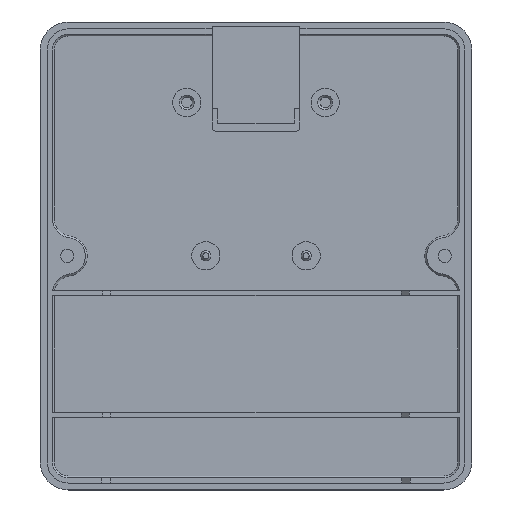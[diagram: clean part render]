
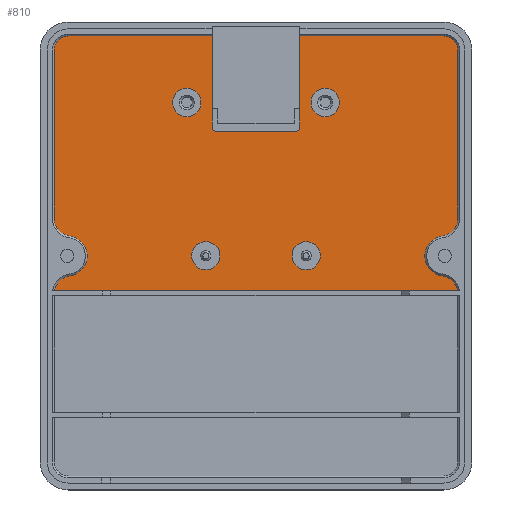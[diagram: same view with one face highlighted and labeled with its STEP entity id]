
A CAD part, top view. The second image highlights one B-rep face of the part: STEP entity #810.
In plain terms, the highlighted planar face has unit normal (0, 0, 1).
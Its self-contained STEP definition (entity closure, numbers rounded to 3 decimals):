
#198=PLANE('',#2940);
#340=LINE('',#4246,#601);
#341=LINE('',#4255,#602);
#342=LINE('',#4259,#603);
#343=LINE('',#4261,#604);
#344=LINE('',#4263,#605);
#345=LINE('',#4267,#606);
#346=LINE('',#4271,#607);
#347=LINE('',#4273,#608);
#348=LINE('',#4275,#609);
#349=LINE('',#4279,#610);
#601=VECTOR('',#3342,1.);
#602=VECTOR('',#3349,1.);
#603=VECTOR('',#3352,1.);
#604=VECTOR('',#3353,1.);
#605=VECTOR('',#3354,1.);
#606=VECTOR('',#3357,1.);
#607=VECTOR('',#3360,1.);
#608=VECTOR('',#3361,1.);
#609=VECTOR('',#3362,1.);
#610=VECTOR('',#3365,1.);
#810=ADVANCED_FACE('',(#1036,#1037,#1038,#1039,#1040),#198,.T.);
#1036=FACE_BOUND('',#1101,.T.);
#1037=FACE_BOUND('',#1102,.T.);
#1038=FACE_BOUND('',#1103,.T.);
#1039=FACE_BOUND('',#1104,.T.);
#1040=FACE_BOUND('',#1105,.T.);
#1101=EDGE_LOOP('',(#1394,#1395,#1396,#1397,#1398,#1399,#1400,#1401,#1402,
#1403,#1404,#1405,#1406,#1407,#1408,#1409,#1410,#1411,#1412,#1413));
#1102=EDGE_LOOP('',(#1414));
#1103=EDGE_LOOP('',(#1415));
#1104=EDGE_LOOP('',(#1416));
#1105=EDGE_LOOP('',(#1417));
#1394=ORIENTED_EDGE('',*,*,#2446,.T.);
#1395=ORIENTED_EDGE('',*,*,#2447,.T.);
#1396=ORIENTED_EDGE('',*,*,#2448,.T.);
#1397=ORIENTED_EDGE('',*,*,#2449,.T.);
#1398=ORIENTED_EDGE('',*,*,#2450,.T.);
#1399=ORIENTED_EDGE('',*,*,#2451,.T.);
#1400=ORIENTED_EDGE('',*,*,#2452,.T.);
#1401=ORIENTED_EDGE('',*,*,#2453,.F.);
#1402=ORIENTED_EDGE('',*,*,#2454,.T.);
#1403=ORIENTED_EDGE('',*,*,#2455,.T.);
#1404=ORIENTED_EDGE('',*,*,#2456,.T.);
#1405=ORIENTED_EDGE('',*,*,#2457,.T.);
#1406=ORIENTED_EDGE('',*,*,#2458,.T.);
#1407=ORIENTED_EDGE('',*,*,#2459,.F.);
#1408=ORIENTED_EDGE('',*,*,#2460,.T.);
#1409=ORIENTED_EDGE('',*,*,#2461,.T.);
#1410=ORIENTED_EDGE('',*,*,#2462,.T.);
#1411=ORIENTED_EDGE('',*,*,#2463,.T.);
#1412=ORIENTED_EDGE('',*,*,#2464,.T.);
#1413=ORIENTED_EDGE('',*,*,#2465,.T.);
#1414=ORIENTED_EDGE('',*,*,#2466,.F.);
#1415=ORIENTED_EDGE('',*,*,#2467,.F.);
#1416=ORIENTED_EDGE('',*,*,#2468,.F.);
#1417=ORIENTED_EDGE('',*,*,#2469,.F.);
#2174=VERTEX_POINT('',#4247);
#2175=VERTEX_POINT('',#4248);
#2176=VERTEX_POINT('',#4250);
#2177=VERTEX_POINT('',#4252);
#2178=VERTEX_POINT('',#4254);
#2179=VERTEX_POINT('',#4256);
#2180=VERTEX_POINT('',#4258);
#2181=VERTEX_POINT('',#4260);
#2182=VERTEX_POINT('',#4262);
#2183=VERTEX_POINT('',#4264);
#2184=VERTEX_POINT('',#4266);
#2185=VERTEX_POINT('',#4268);
#2186=VERTEX_POINT('',#4270);
#2187=VERTEX_POINT('',#4272);
#2188=VERTEX_POINT('',#4274);
#2189=VERTEX_POINT('',#4276);
#2190=VERTEX_POINT('',#4278);
#2191=VERTEX_POINT('',#4280);
#2192=VERTEX_POINT('',#4282);
#2193=VERTEX_POINT('',#4284);
#2194=VERTEX_POINT('',#4287);
#2195=VERTEX_POINT('',#4289);
#2196=VERTEX_POINT('',#4291);
#2197=VERTEX_POINT('',#4293);
#2446=EDGE_CURVE('',#2174,#2175,#340,.T.);
#2447=EDGE_CURVE('',#2175,#2176,#2781,.T.);
#2448=EDGE_CURVE('',#2176,#2177,#2782,.T.);
#2449=EDGE_CURVE('',#2177,#2178,#2783,.T.);
#2450=EDGE_CURVE('',#2178,#2179,#341,.T.);
#2451=EDGE_CURVE('',#2179,#2180,#2784,.T.);
#2452=EDGE_CURVE('',#2180,#2181,#342,.T.);
#2453=EDGE_CURVE('',#2182,#2181,#343,.T.);
#2454=EDGE_CURVE('',#2182,#2183,#344,.T.);
#2455=EDGE_CURVE('',#2183,#2184,#2785,.T.);
#2456=EDGE_CURVE('',#2184,#2185,#345,.T.);
#2457=EDGE_CURVE('',#2185,#2186,#2786,.T.);
#2458=EDGE_CURVE('',#2186,#2187,#346,.T.);
#2459=EDGE_CURVE('',#2188,#2187,#347,.T.);
#2460=EDGE_CURVE('',#2188,#2189,#348,.T.);
#2461=EDGE_CURVE('',#2189,#2190,#2787,.T.);
#2462=EDGE_CURVE('',#2190,#2191,#349,.T.);
#2463=EDGE_CURVE('',#2191,#2192,#2788,.T.);
#2464=EDGE_CURVE('',#2192,#2193,#2789,.T.);
#2465=EDGE_CURVE('',#2193,#2174,#2790,.T.);
#2466=EDGE_CURVE('',#2194,#2194,#2791,.T.);
#2467=EDGE_CURVE('',#2195,#2195,#2792,.T.);
#2468=EDGE_CURVE('',#2196,#2196,#2793,.T.);
#2469=EDGE_CURVE('',#2197,#2197,#2794,.T.);
#2781=CIRCLE('',#2926,4.557);
#2782=CIRCLE('',#2927,4.943);
#2783=CIRCLE('',#2928,4.557);
#2784=CIRCLE('',#2929,3.557);
#2785=CIRCLE('',#2930,1.);
#2786=CIRCLE('',#2931,1.);
#2787=CIRCLE('',#2932,3.557);
#2788=CIRCLE('',#2933,4.557);
#2789=CIRCLE('',#2934,4.943);
#2790=CIRCLE('',#2935,4.557);
#2791=CIRCLE('',#2936,3.5);
#2792=CIRCLE('',#2937,3.5);
#2793=CIRCLE('',#2938,3.5);
#2794=CIRCLE('',#2939,3.5);
#2926=AXIS2_PLACEMENT_3D('',#4249,#3343,#3344);
#2927=AXIS2_PLACEMENT_3D('',#4251,#3345,#3346);
#2928=AXIS2_PLACEMENT_3D('',#4253,#3347,#3348);
#2929=AXIS2_PLACEMENT_3D('',#4257,#3350,#3351);
#2930=AXIS2_PLACEMENT_3D('',#4265,#3355,#3356);
#2931=AXIS2_PLACEMENT_3D('',#4269,#3358,#3359);
#2932=AXIS2_PLACEMENT_3D('',#4277,#3363,#3364);
#2933=AXIS2_PLACEMENT_3D('',#4281,#3366,#3367);
#2934=AXIS2_PLACEMENT_3D('',#4283,#3368,#3369);
#2935=AXIS2_PLACEMENT_3D('',#4285,#3370,#3371);
#2936=AXIS2_PLACEMENT_3D('',#4286,#3372,#3373);
#2937=AXIS2_PLACEMENT_3D('',#4288,#3374,#3375);
#2938=AXIS2_PLACEMENT_3D('',#4290,#3376,#3377);
#2939=AXIS2_PLACEMENT_3D('',#4292,#3378,#3379);
#2940=AXIS2_PLACEMENT_3D('',#4294,#3380,#3381);
#3342=DIRECTION('',(1.,0.,0.));
#3343=DIRECTION('',(0.,0.,1.));
#3344=DIRECTION('',(1.,0.,0.));
#3345=DIRECTION('',(0.,0.,-1.));
#3346=DIRECTION('',(1.,0.,0.));
#3347=DIRECTION('',(0.,0.,1.));
#3348=DIRECTION('',(1.,0.,0.));
#3349=DIRECTION('',(0.,1.,0.));
#3350=DIRECTION('',(0.,0.,1.));
#3351=DIRECTION('',(1.,0.,0.));
#3352=DIRECTION('',(-1.,0.,0.));
#3353=DIRECTION('',(0.,1.,0.));
#3354=DIRECTION('',(0.,-1.,0.));
#3355=DIRECTION('',(0.,0.,-1.));
#3356=DIRECTION('',(1.,0.,0.));
#3357=DIRECTION('',(-1.,0.,0.));
#3358=DIRECTION('',(0.,0.,-1.));
#3359=DIRECTION('',(1.,0.,0.));
#3360=DIRECTION('',(0.,1.,0.));
#3361=DIRECTION('',(0.,-1.,0.));
#3362=DIRECTION('',(-1.,0.,0.));
#3363=DIRECTION('',(0.,0.,1.));
#3364=DIRECTION('',(1.,0.,0.));
#3365=DIRECTION('',(0.,-1.,0.));
#3366=DIRECTION('',(0.,0.,1.));
#3367=DIRECTION('',(1.,0.,0.));
#3368=DIRECTION('',(0.,0.,-1.));
#3369=DIRECTION('',(1.,0.,0.));
#3370=DIRECTION('',(0.,0.,1.));
#3371=DIRECTION('',(1.,0.,0.));
#3372=DIRECTION('',(0.,0.,1.));
#3373=DIRECTION('',(1.,0.,0.));
#3374=DIRECTION('',(0.,0.,1.));
#3375=DIRECTION('',(1.,0.,0.));
#3376=DIRECTION('',(0.,0.,1.));
#3377=DIRECTION('',(1.,0.,0.));
#3378=DIRECTION('',(0.,0.,1.));
#3379=DIRECTION('',(1.,0.,0.));
#3380=DIRECTION('',(0.,0.,1.));
#3381=DIRECTION('',(1.,0.,0.));
#4246=CARTESIAN_POINT('',(104.,49.4,3.));
#4247=CARTESIAN_POINT('',(3.516,49.4,3.));
#4248=CARTESIAN_POINT('',(103.484,49.4,3.));
#4249=CARTESIAN_POINT('',(99.,48.589,3.));
#4250=CARTESIAN_POINT('',(99.624,53.103,3.));
#4251=CARTESIAN_POINT('',(100.3,58.,3.));
#4252=CARTESIAN_POINT('',(99.624,62.897,3.));
#4253=CARTESIAN_POINT('',(99.,67.411,3.));
#4254=CARTESIAN_POINT('',(103.557,67.411,3.));
#4255=CARTESIAN_POINT('',(103.557,0.,3.));
#4256=CARTESIAN_POINT('',(103.557,109.,3.));
#4257=CARTESIAN_POINT('',(100.,109.,3.));
#4258=CARTESIAN_POINT('',(100.,112.557,3.));
#4259=CARTESIAN_POINT('',(0.,112.557,3.));
#4260=CARTESIAN_POINT('',(64.4,112.557,3.));
#4261=CARTESIAN_POINT('',(64.4,94.5,3.));
#4262=CARTESIAN_POINT('',(64.4,94.5,3.));
#4263=CARTESIAN_POINT('',(64.4,94.5,3.));
#4264=CARTESIAN_POINT('',(64.4,89.95,3.));
#4265=CARTESIAN_POINT('',(63.4,89.95,3.));
#4266=CARTESIAN_POINT('',(63.4,88.95,3.));
#4267=CARTESIAN_POINT('',(64.4,88.95,3.));
#4268=CARTESIAN_POINT('',(43.6,88.95,3.));
#4269=CARTESIAN_POINT('',(43.6,89.95,3.));
#4270=CARTESIAN_POINT('',(42.6,89.95,3.));
#4271=CARTESIAN_POINT('',(42.6,88.95,3.));
#4272=CARTESIAN_POINT('',(42.6,94.5,3.));
#4273=CARTESIAN_POINT('',(42.6,114.82,3.));
#4274=CARTESIAN_POINT('',(42.6,112.557,3.));
#4275=CARTESIAN_POINT('',(0.,112.557,3.));
#4276=CARTESIAN_POINT('',(7.,112.557,3.));
#4277=CARTESIAN_POINT('',(7.,109.,3.));
#4278=CARTESIAN_POINT('',(3.443,109.,3.));
#4279=CARTESIAN_POINT('',(3.443,0.,3.));
#4280=CARTESIAN_POINT('',(3.443,67.411,3.));
#4281=CARTESIAN_POINT('',(8.,67.411,3.));
#4282=CARTESIAN_POINT('',(7.376,62.897,3.));
#4283=CARTESIAN_POINT('',(6.7,58.,3.));
#4284=CARTESIAN_POINT('',(7.376,53.103,3.));
#4285=CARTESIAN_POINT('',(8.,48.589,3.));
#4286=CARTESIAN_POINT('',(70.655,96.044,3.));
#4287=CARTESIAN_POINT('',(74.155,96.044,3.));
#4288=CARTESIAN_POINT('',(65.93,58.045,3.));
#4289=CARTESIAN_POINT('',(69.43,58.045,3.));
#4290=CARTESIAN_POINT('',(41.07,58.045,3.));
#4291=CARTESIAN_POINT('',(44.57,58.045,3.));
#4292=CARTESIAN_POINT('',(36.345,96.044,3.));
#4293=CARTESIAN_POINT('',(39.845,96.044,3.));
#4294=CARTESIAN_POINT('',(0.,0.,3.));
